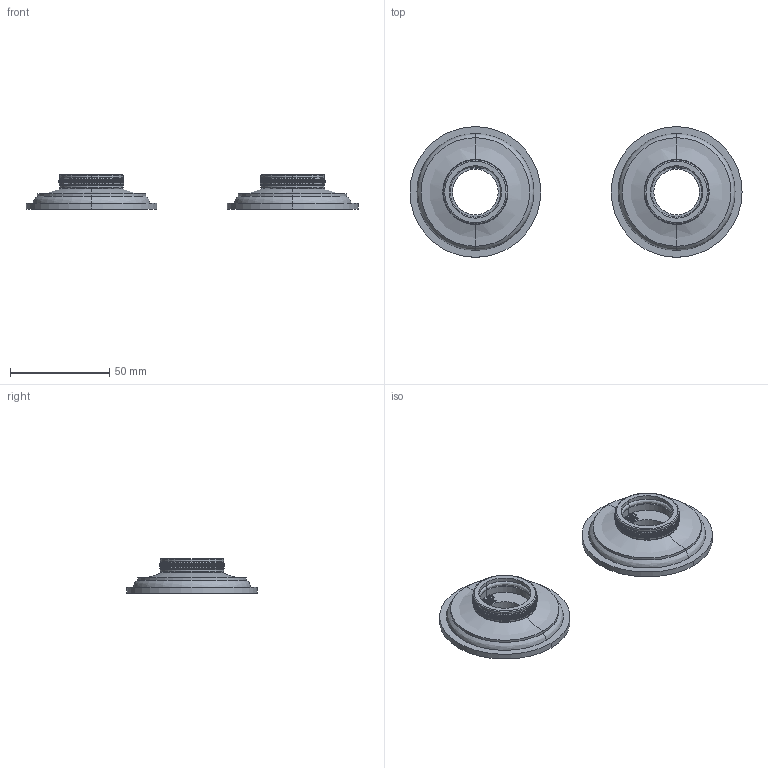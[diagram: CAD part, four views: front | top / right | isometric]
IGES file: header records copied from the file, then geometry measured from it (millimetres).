
Start section:  PTC IGES file: 2639b.igs
Global section: file name: 2639b.igs; native system: Creo Parametric by PTC Inc.; preprocessor: 2018400; author: jinson.thomas; organization: Unknown; date: 20211217.160751; units: inch
Bounding box: 167.59 x 65.99 x 17.5 mm (x, y, z)
Volume: 33883.2 mm3; surface area: 30278.9 mm2
Topology: 2 solids, 2 shells, 1612 faces, 3474 edges, 2140 vertices
Faces by surface type: bspline 1034, revolution 578
